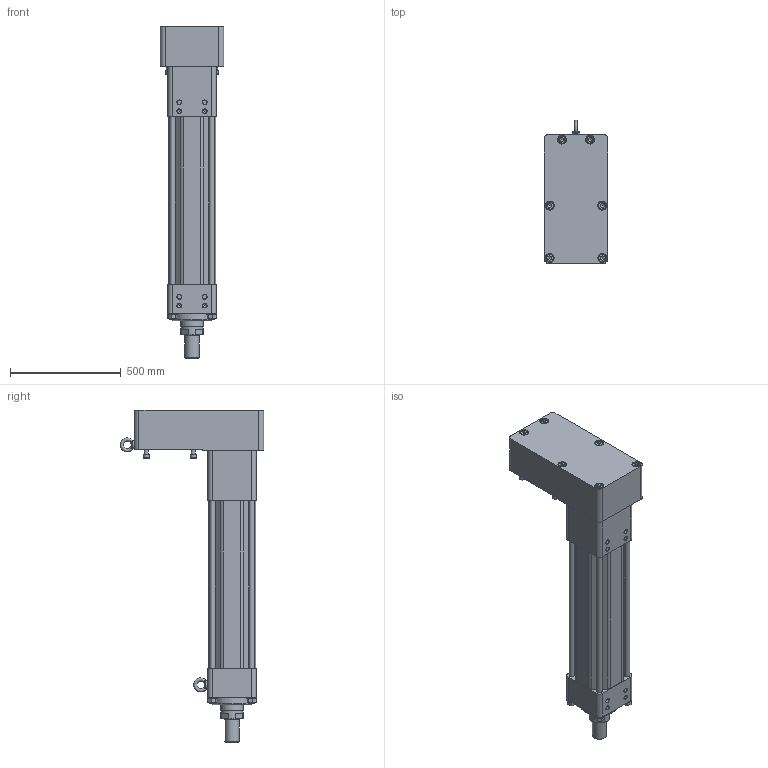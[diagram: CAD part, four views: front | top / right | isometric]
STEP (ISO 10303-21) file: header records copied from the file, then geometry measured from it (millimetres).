
FILE_DESCRIPTION (( 'STEP AP203' ), '1' );
FILE_NAME ('RS-475433-1.step', '2024-11-19T16:28:17', ( '' ), ( '' ), 'SwSTEP 2.0', 'SolidWorks 2024', '' );
FILE_SCHEMA (( 'CONFIG_CONTROL_DESIGN' ));
Length unit declared in the file: inch
Products named in the file (3): Base_RS-475433-1; tempJoin0_21729007_RS-475433-1; RS-475433-1
Assembly tree (2 placements, depth 2):
  RS-475433-1
    tempJoin0_21729007_RS-475433-1
    Base_RS-475433-1
Bounding box: 285.75 x 646.62 x 1497.83 mm (x, y, z)
Volume: 55371028.4 mm3; surface area: 3994341 mm2
Topology: 4 solids, 32 shells, 2235 faces, 5918 edges, 3873 vertices
Faces by surface type: plane 1021, cylinder 984, bspline 106, cone 103, torus 20, sphere 1
Full cylindrical faces by diameter (mm): 6.35 x1, 7 x6, 8 x6, 8.33 x6, 10.7 x1, 13 x6, 13.487 x6, 13.9 x2, 14 x4, 14.3 x6, 17.519 x4, 18 x8, 20.013 x4, 20.75 x8, 21 x6, 22 x4, 22.225 x1, 23.812 x3, 23.813 x9, 24 x6, 25 x4, 25.4 x4, 26 x6, 26.924 x4, 31.75 x1, 34.925 x1, 35 x2, 36 x6, 40 x6, 44 x4
Entity records: 70879 total; most frequent: CARTESIAN_POINT 15669, DIRECTION 11770, ORIENTED_EDGE 11046, EDGE_CURVE 5523, AXIS2_PLACEMENT_3D 4379, VERTEX_POINT 3755, VECTOR 3012, LINE 3012
